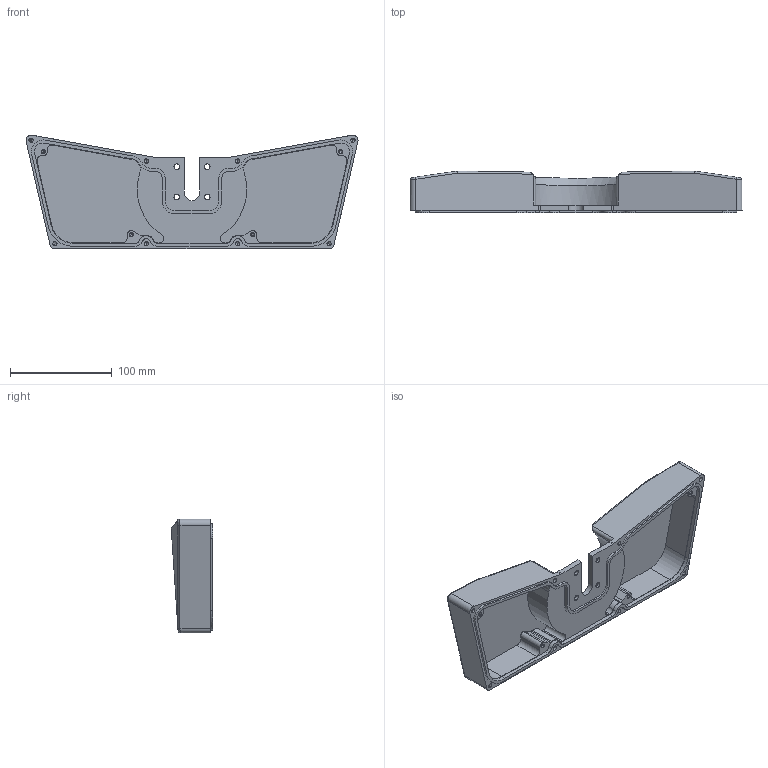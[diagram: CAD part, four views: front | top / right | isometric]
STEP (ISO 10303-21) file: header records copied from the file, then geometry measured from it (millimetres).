
FILE_DESCRIPTION (( 'STEP AP214' ), '1' );
FILE_NAME ('carter_inf.STEP', '2019-09-24T12:34:45', ( '' ), ( '' ), 'SwSTEP 2.0', 'SolidWorks 2016', '' );
FILE_SCHEMA (( 'AUTOMOTIVE_DESIGN' ));
Length unit declared in the file: millimetre
Products named in the file (1): carter_inf
Bounding box: 326.95 x 40.86 x 112.05 mm (x, y, z)
Volume: 341393.1 mm3; surface area: 119023.8 mm2
Topology: 1 solids, 1 shells, 226 faces, 606 edges, 372 vertices
Faces by surface type: cylinder 119, plane 58, cone 40, bspline 5, sphere 4
Entity records: 7937 total; most frequent: CARTESIAN_POINT 1992, DIRECTION 1249, ORIENTED_EDGE 1152, EDGE_CURVE 576, AXIS2_PLACEMENT_3D 467, VERTEX_POINT 368, LINE 315, VECTOR 315
